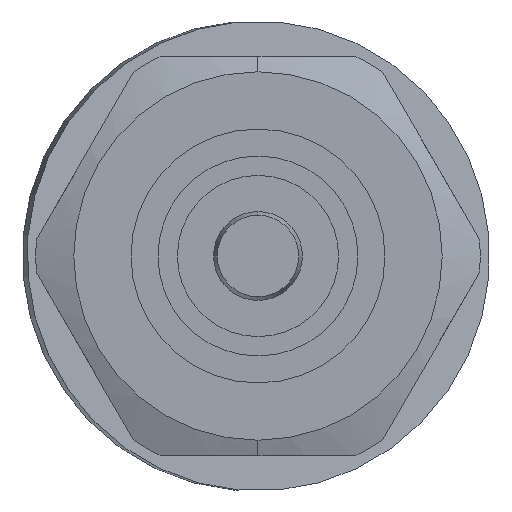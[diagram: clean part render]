
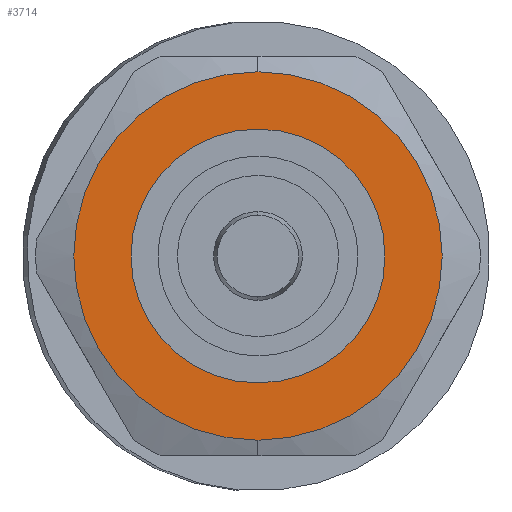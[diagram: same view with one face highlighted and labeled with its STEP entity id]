
A CAD part, left-side view. The second image highlights one B-rep face of the part: STEP entity #3714.
In plain terms, the highlighted planar face has unit normal (-1, 0, 0).
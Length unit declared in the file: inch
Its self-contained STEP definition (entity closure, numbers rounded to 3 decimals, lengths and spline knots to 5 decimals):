
#5 = CARTESIAN_POINT ( 'NONE',  ( -0.37049, 0., 0. ) ) ;
#241 = VERTEX_POINT ( 'NONE', #903 ) ;
#271 = AXIS2_PLACEMENT_3D ( 'NONE', #2787, #4887, #378 ) ;
#378 = DIRECTION ( 'NONE',  ( 0., 0., -1. ) ) ;
#542 = ORIENTED_EDGE ( 'NONE', *, *, #2796, .T. ) ;
#594 = AXIS2_PLACEMENT_3D ( 'NONE', #5214, #662, #3617 ) ;
#628 = ORIENTED_EDGE ( 'NONE', *, *, #5757, .T. ) ;
#662 = DIRECTION ( 'NONE',  ( 1., 0., 0. ) ) ;
#832 = DIRECTION ( 'NONE',  ( 1., 0., 0. ) ) ;
#903 = CARTESIAN_POINT ( 'NONE',  ( -0.37049, 0., 0.14511 ) ) ;
#1003 = AXIS2_PLACEMENT_3D ( 'NONE', #5, #2482, #3913 ) ;
#1077 = ORIENTED_EDGE ( 'NONE', *, *, #6533, .F. ) ;
#1577 = VERTEX_POINT ( 'NONE', #4772 ) ;
#1621 = EDGE_LOOP ( 'NONE', ( #1077, #1868 ) ) ;
#1868 = ORIENTED_EDGE ( 'NONE', *, *, #3469, .F. ) ;
#2215 = FACE_OUTER_BOUND ( 'NONE', #1621, .T. ) ;
#2482 = DIRECTION ( 'NONE',  ( 1., 0., 0. ) ) ;
#2540 = EDGE_LOOP ( 'NONE', ( #542, #628 ) ) ;
#2695 = CIRCLE ( 'NONE', #594, 0.1 ) ;
#2787 = CARTESIAN_POINT ( 'NONE',  ( -0.37049, 0., 0. ) ) ;
#2796 = EDGE_CURVE ( 'NONE', #4159, #1577, #2695, .T. ) ;
#3149 = FACE_BOUND ( 'NONE', #2540, .T. ) ;
#3177 = DIRECTION ( 'NONE',  ( 0., 0., 1. ) ) ;
#3339 = CIRCLE ( 'NONE', #6124, 0.14511 ) ;
#3469 = EDGE_CURVE ( 'NONE', #241, #5816, #3339, .T. ) ;
#3617 = DIRECTION ( 'NONE',  ( 0., 0., -1. ) ) ;
#3714 = ADVANCED_FACE ( 'NONE', ( #3149, #2215 ), #5188, .T. ) ;
#3770 = CIRCLE ( 'NONE', #271, 0.14511 ) ;
#3852 = DIRECTION ( 'NONE',  ( 0., 0., -1. ) ) ;
#3913 = DIRECTION ( 'NONE',  ( 0., 0., -1. ) ) ;
#4159 = VERTEX_POINT ( 'NONE', #5583 ) ;
#4252 = DIRECTION ( 'NONE',  ( -1., 0., 0. ) ) ;
#4478 = CARTESIAN_POINT ( 'NONE',  ( -0.37049, 0., -0.14511 ) ) ;
#4719 = CARTESIAN_POINT ( 'NONE',  ( -0.37049, 0.14511, 0. ) ) ;
#4772 = CARTESIAN_POINT ( 'NONE',  ( -0.37049, 0., 0.1 ) ) ;
#4887 = DIRECTION ( 'NONE',  ( 1., 0., 0. ) ) ;
#4916 = CARTESIAN_POINT ( 'NONE',  ( -0.37049, 0., 0. ) ) ;
#5188 = PLANE ( 'NONE',  #5364 ) ;
#5214 = CARTESIAN_POINT ( 'NONE',  ( -0.37049, 0., 0. ) ) ;
#5348 = CIRCLE ( 'NONE', #1003, 0.1 ) ;
#5364 = AXIS2_PLACEMENT_3D ( 'NONE', #4719, #4252, #3177 ) ;
#5583 = CARTESIAN_POINT ( 'NONE',  ( -0.37049, 0., -0.1 ) ) ;
#5757 = EDGE_CURVE ( 'NONE', #1577, #4159, #5348, .T. ) ;
#5816 = VERTEX_POINT ( 'NONE', #4478 ) ;
#6124 = AXIS2_PLACEMENT_3D ( 'NONE', #4916, #832, #3852 ) ;
#6533 = EDGE_CURVE ( 'NONE', #5816, #241, #3770, .T. ) ;
